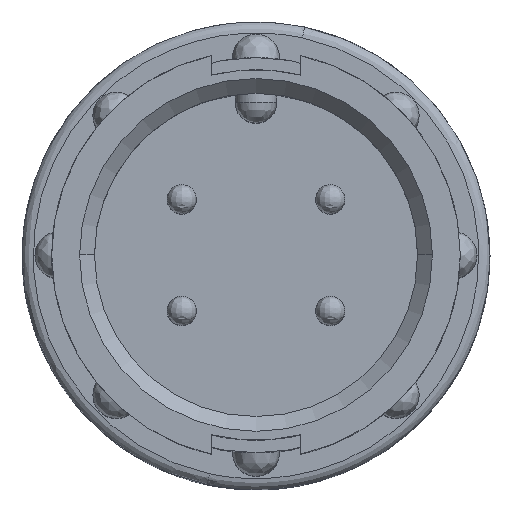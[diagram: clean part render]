
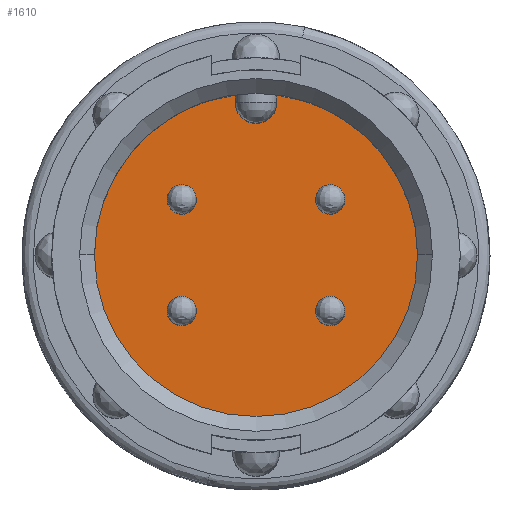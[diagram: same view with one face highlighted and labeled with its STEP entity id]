
A CAD part, top view. The second image highlights one B-rep face of the part: STEP entity #1610.
In plain terms, the highlighted planar face has unit normal (0, 0, 1).
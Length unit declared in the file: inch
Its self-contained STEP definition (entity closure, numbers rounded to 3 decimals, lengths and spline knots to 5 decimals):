
#46 = EDGE_CURVE ( 'NONE', #4150, #6746, #1507, .T. ) ;
#51 = DIRECTION ( 'NONE',  ( 0., 0., -1. ) ) ;
#185 = EDGE_CURVE ( 'NONE', #2574, #7575, #9146, .T. ) ;
#210 = ORIENTED_EDGE ( 'NONE', *, *, #185, .T. ) ;
#257 = ORIENTED_EDGE ( 'NONE', *, *, #6088, .T. ) ;
#383 = CARTESIAN_POINT ( 'NONE',  ( -0.028, 0.2055, -0.31 ) ) ;
#455 = AXIS2_PLACEMENT_3D ( 'NONE', #4757, #51, #5548 ) ;
#494 = AXIS2_PLACEMENT_3D ( 'NONE', #2462, #7161, #6367 ) ;
#545 = VERTEX_POINT ( 'NONE', #5225 ) ;
#546 = DIRECTION ( 'NONE',  ( 1., 0., 0. ) ) ;
#573 = AXIS2_PLACEMENT_3D ( 'NONE', #1766, #7267, #2571 ) ;
#615 = ORIENTED_EDGE ( 'NONE', *, *, #8933, .T. ) ;
#734 = CARTESIAN_POINT ( 'NONE',  ( -0.11974, 0.075, -0.31 ) ) ;
#745 = DIRECTION ( 'NONE',  ( -1., 0., 0. ) ) ;
#769 = FACE_BOUND ( 'NONE', #4641, .T. ) ;
#972 = CARTESIAN_POINT ( 'NONE',  ( -0.028, 0.2055, -0.31 ) ) ;
#1165 = CARTESIAN_POINT ( 'NONE',  ( -0.1, -0.075, -0.31 ) ) ;
#1288 = CARTESIAN_POINT ( 'NONE',  ( 0.028, 0.2055, -0.31 ) ) ;
#1507 = CIRCLE ( 'NONE', #494, 0.2175 ) ;
#1556 = EDGE_LOOP ( 'NONE', ( #9194, #6444, #7159, #7853, #6946, #9209 ) ) ;
#1610 = ADVANCED_FACE ( 'NONE', ( #769, #6810, #9137, #8889, #4701 ), #8020, .T. ) ;
#1672 = ORIENTED_EDGE ( 'NONE', *, *, #2805, .T. ) ;
#1686 = VERTEX_POINT ( 'NONE', #4723 ) ;
#1766 = CARTESIAN_POINT ( 'NONE',  ( 0.1, -0.075, -0.31 ) ) ;
#1812 = ORIENTED_EDGE ( 'NONE', *, *, #7287, .T. ) ;
#1950 = DIRECTION ( 'NONE',  ( -1., 0., 0. ) ) ;
#2059 = CARTESIAN_POINT ( 'NONE',  ( 0.028, 0.2055, -0.31 ) ) ;
#2175 = CARTESIAN_POINT ( 'NONE',  ( 0.08026, -0.075, -0.31 ) ) ;
#2264 = AXIS2_PLACEMENT_3D ( 'NONE', #3866, #9360, #4666 ) ;
#2393 = DIRECTION ( 'NONE',  ( 0., 0., -1. ) ) ;
#2462 = CARTESIAN_POINT ( 'NONE',  ( 0., 0., -0.31 ) ) ;
#2562 = ORIENTED_EDGE ( 'NONE', *, *, #5826, .T. ) ;
#2571 = DIRECTION ( 'NONE',  ( -1., 0., 0. ) ) ;
#2574 = VERTEX_POINT ( 'NONE', #2175 ) ;
#2580 = LINE ( 'NONE', #1288, #8588 ) ;
#2619 = AXIS2_PLACEMENT_3D ( 'NONE', #10136, #5449, #745 ) ;
#2805 = EDGE_CURVE ( 'NONE', #545, #7945, #2872, .T. ) ;
#2849 = DIRECTION ( 'NONE',  ( 0., -1., 0. ) ) ;
#2872 = CIRCLE ( 'NONE', #8027, 0.01974 ) ;
#2875 = CARTESIAN_POINT ( 'NONE',  ( -0.08026, -0.075, -0.31 ) ) ;
#3014 = VERTEX_POINT ( 'NONE', #2059 ) ;
#3048 = AXIS2_PLACEMENT_3D ( 'NONE', #3350, #8848, #4138 ) ;
#3350 = CARTESIAN_POINT ( 'NONE',  ( -0.1, 0.075, -0.31 ) ) ;
#3517 = CARTESIAN_POINT ( 'NONE',  ( 0.028, 0.21569, -0.31 ) ) ;
#3671 = VERTEX_POINT ( 'NONE', #7072 ) ;
#3766 = CARTESIAN_POINT ( 'NONE',  ( 0., 0.2055, -0.31 ) ) ;
#3866 = CARTESIAN_POINT ( 'NONE',  ( 0., 0., -0.31 ) ) ;
#3915 = DIRECTION ( 'NONE',  ( 0., 1., 0. ) ) ;
#3927 = AXIS2_PLACEMENT_3D ( 'NONE', #9938, #5257, #546 ) ;
#3971 = EDGE_CURVE ( 'NONE', #5927, #3671, #7263, .T. ) ;
#4138 = DIRECTION ( 'NONE',  ( -1., 0., 0. ) ) ;
#4150 = VERTEX_POINT ( 'NONE', #8873 ) ;
#4289 = CARTESIAN_POINT ( 'NONE',  ( 0.1, 0.075, -0.31 ) ) ;
#4502 = EDGE_LOOP ( 'NONE', ( #210, #615 ) ) ;
#4522 = VERTEX_POINT ( 'NONE', #383 ) ;
#4562 = DIRECTION ( 'NONE',  ( -1., 0., 0. ) ) ;
#4595 = AXIS2_PLACEMENT_3D ( 'NONE', #4871, #9591, #4908 ) ;
#4641 = EDGE_LOOP ( 'NONE', ( #2562, #1812 ) ) ;
#4666 = DIRECTION ( 'NONE',  ( 1., 0., 0. ) ) ;
#4701 = FACE_BOUND ( 'NONE', #4502, .T. ) ;
#4723 = CARTESIAN_POINT ( 'NONE',  ( -0.08026, 0.075, -0.31 ) ) ;
#4757 = CARTESIAN_POINT ( 'NONE',  ( -0.1, -0.075, -0.31 ) ) ;
#4763 = ORIENTED_EDGE ( 'NONE', *, *, #8714, .T. ) ;
#4860 = LINE ( 'NONE', #972, #9048 ) ;
#4871 = CARTESIAN_POINT ( 'NONE',  ( 0., 0.2055, -0.31 ) ) ;
#4908 = DIRECTION ( 'NONE',  ( 1., 0., 0. ) ) ;
#4979 = CARTESIAN_POINT ( 'NONE',  ( -0.028, 0.21569, -0.31 ) ) ;
#5089 = DIRECTION ( 'NONE',  ( -1., 0., 0. ) ) ;
#5225 = CARTESIAN_POINT ( 'NONE',  ( 0.11974, 0.075, -0.31 ) ) ;
#5257 = DIRECTION ( 'NONE',  ( 0., 0., 1. ) ) ;
#5281 = CIRCLE ( 'NONE', #2264, 0.2175 ) ;
#5295 = CIRCLE ( 'NONE', #5697, 0.01974 ) ;
#5431 = EDGE_CURVE ( 'NONE', #6785, #7992, #8862, .T. ) ;
#5449 = DIRECTION ( 'NONE',  ( 0., 0., -1. ) ) ;
#5548 = DIRECTION ( 'NONE',  ( -1., 0., 0. ) ) ;
#5697 = AXIS2_PLACEMENT_3D ( 'NONE', #1165, #6662, #1950 ) ;
#5826 = EDGE_CURVE ( 'NONE', #9480, #1686, #7625, .T. ) ;
#5927 = VERTEX_POINT ( 'NONE', #4979 ) ;
#6088 = EDGE_CURVE ( 'NONE', #7992, #6785, #5295, .T. ) ;
#6367 = DIRECTION ( 'NONE',  ( 1., 0., 0. ) ) ;
#6444 = ORIENTED_EDGE ( 'NONE', *, *, #7193, .T. ) ;
#6662 = DIRECTION ( 'NONE',  ( 0., 0., -1. ) ) ;
#6746 = VERTEX_POINT ( 'NONE', #3517 ) ;
#6781 = EDGE_CURVE ( 'NONE', #6746, #3014, #2580, .T. ) ;
#6785 = VERTEX_POINT ( 'NONE', #2875 ) ;
#6808 = DIRECTION ( 'NONE',  ( -1., 0., 0. ) ) ;
#6810 = FACE_BOUND ( 'NONE', #8621, .T. ) ;
#6946 = ORIENTED_EDGE ( 'NONE', *, *, #8607, .T. ) ;
#6954 = CIRCLE ( 'NONE', #2619, 0.01974 ) ;
#7072 = CARTESIAN_POINT ( 'NONE',  ( -0.2175, 0., -0.31 ) ) ;
#7099 = CARTESIAN_POINT ( 'NONE',  ( -0.1, 0.075, -0.31 ) ) ;
#7159 = ORIENTED_EDGE ( 'NONE', *, *, #46, .T. ) ;
#7161 = DIRECTION ( 'NONE',  ( 0., 0., 1. ) ) ;
#7193 = EDGE_CURVE ( 'NONE', #3671, #4150, #5281, .T. ) ;
#7263 = CIRCLE ( 'NONE', #3927, 0.2175 ) ;
#7267 = DIRECTION ( 'NONE',  ( 0., 0., -1. ) ) ;
#7287 = EDGE_CURVE ( 'NONE', #1686, #9480, #9199, .T. ) ;
#7341 = CARTESIAN_POINT ( 'NONE',  ( -0.11974, -0.075, -0.31 ) ) ;
#7466 = CIRCLE ( 'NONE', #9369, 0.028 ) ;
#7470 = ORIENTED_EDGE ( 'NONE', *, *, #5431, .T. ) ;
#7575 = VERTEX_POINT ( 'NONE', #8022 ) ;
#7586 = DIRECTION ( 'NONE',  ( 0., 0., -1. ) ) ;
#7625 = CIRCLE ( 'NONE', #3048, 0.01974 ) ;
#7853 = ORIENTED_EDGE ( 'NONE', *, *, #6781, .T. ) ;
#7888 = DIRECTION ( 'NONE',  ( -1., 0., 0. ) ) ;
#7945 = VERTEX_POINT ( 'NONE', #9634 ) ;
#7992 = VERTEX_POINT ( 'NONE', #7341 ) ;
#8020 = PLANE ( 'NONE',  #4595 ) ;
#8022 = CARTESIAN_POINT ( 'NONE',  ( 0.11974, -0.075, -0.31 ) ) ;
#8027 = AXIS2_PLACEMENT_3D ( 'NONE', #4289, #9764, #5089 ) ;
#8321 = CIRCLE ( 'NONE', #573, 0.01974 ) ;
#8412 = CARTESIAN_POINT ( 'NONE',  ( 0.1, -0.075, -0.31 ) ) ;
#8588 = VECTOR ( 'NONE', #2849, 39.37008 ) ;
#8607 = EDGE_CURVE ( 'NONE', #3014, #4522, #7466, .T. ) ;
#8621 = EDGE_LOOP ( 'NONE', ( #4763, #1672 ) ) ;
#8714 = EDGE_CURVE ( 'NONE', #7945, #545, #6954, .T. ) ;
#8848 = DIRECTION ( 'NONE',  ( 0., 0., -1. ) ) ;
#8862 = CIRCLE ( 'NONE', #455, 0.01974 ) ;
#8873 = CARTESIAN_POINT ( 'NONE',  ( 0.2175, 0., -0.31 ) ) ;
#8889 = FACE_BOUND ( 'NONE', #10046, .T. ) ;
#8933 = EDGE_CURVE ( 'NONE', #7575, #2574, #8321, .T. ) ;
#9048 = VECTOR ( 'NONE', #3915, 39.37008 ) ;
#9137 = FACE_OUTER_BOUND ( 'NONE', #1556, .T. ) ;
#9146 = CIRCLE ( 'NONE', #9943, 0.01974 ) ;
#9194 = ORIENTED_EDGE ( 'NONE', *, *, #3971, .T. ) ;
#9199 = CIRCLE ( 'NONE', #9625, 0.01974 ) ;
#9209 = ORIENTED_EDGE ( 'NONE', *, *, #10078, .T. ) ;
#9258 = DIRECTION ( 'NONE',  ( 0., 0., -1. ) ) ;
#9360 = DIRECTION ( 'NONE',  ( 0., 0., 1. ) ) ;
#9369 = AXIS2_PLACEMENT_3D ( 'NONE', #3766, #9258, #4562 ) ;
#9480 = VERTEX_POINT ( 'NONE', #734 ) ;
#9591 = DIRECTION ( 'NONE',  ( 0., 0., 1. ) ) ;
#9625 = AXIS2_PLACEMENT_3D ( 'NONE', #7099, #2393, #7888 ) ;
#9634 = CARTESIAN_POINT ( 'NONE',  ( 0.08026, 0.075, -0.31 ) ) ;
#9764 = DIRECTION ( 'NONE',  ( 0., 0., -1. ) ) ;
#9938 = CARTESIAN_POINT ( 'NONE',  ( 0., 0., -0.31 ) ) ;
#9943 = AXIS2_PLACEMENT_3D ( 'NONE', #8412, #7586, #6808 ) ;
#10046 = EDGE_LOOP ( 'NONE', ( #257, #7470 ) ) ;
#10078 = EDGE_CURVE ( 'NONE', #4522, #5927, #4860, .T. ) ;
#10136 = CARTESIAN_POINT ( 'NONE',  ( 0.1, 0.075, -0.31 ) ) ;
